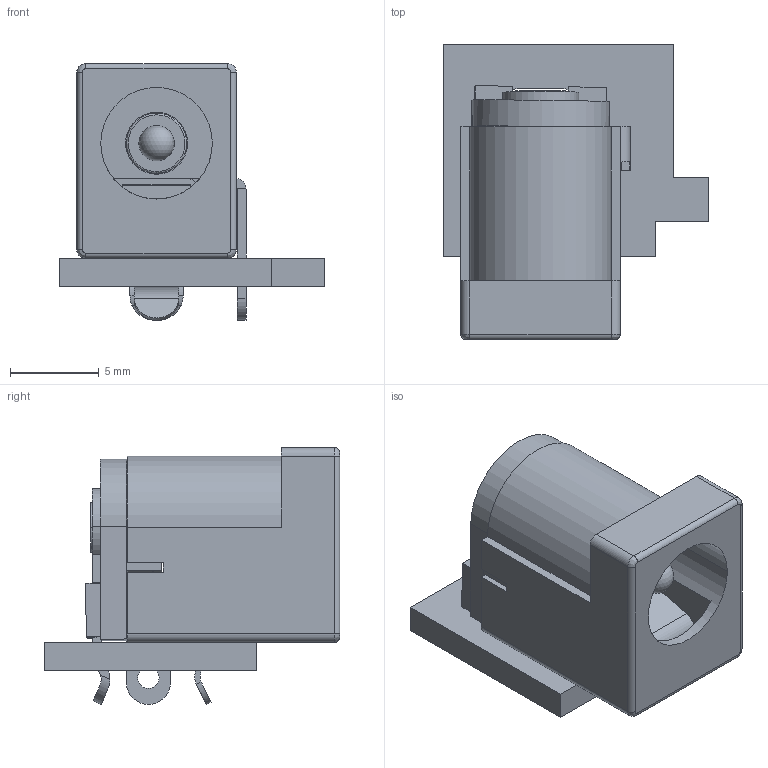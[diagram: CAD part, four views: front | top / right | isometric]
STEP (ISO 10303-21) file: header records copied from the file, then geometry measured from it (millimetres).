
FILE_DESCRIPTION (( 'STEP AP203' ), '1' );
FILE_NAME ('konektor_PCB.STEP', '2018-11-06T15:18:49', ( '' ), ( '' ), 'SwSTEP 2.0', 'SolidWorks 2016', '' );
FILE_SCHEMA (( 'CONFIG_CONTROL_DESIGN' ));
Length unit declared in the file: millimetre
Products named in the file (3): konektor_PCB; DCJ200-10-A-K1-K_revA; DC_PCB
Assembly tree (2 placements, depth 2):
  konektor_PCB
    DC_PCB
    DCJ200-10-A-K1-K_revA
Bounding box: 15 x 16.68 x 14.51 mm (x, y, z)
Volume: 988.4 mm3; surface area: 2113.5 mm2
Topology: 7 solids, 7 shells, 264 faces, 678 edges, 435 vertices
Faces by surface type: plane 159, cylinder 80, bspline 22, cone 2, sphere 1
Entity records: 9047 total; most frequent: CARTESIAN_POINT 2406, ORIENTED_EDGE 1344, DIRECTION 1266, EDGE_CURVE 672, VECTOR 468, LINE 468, VERTEX_POINT 433, AXIS2_PLACEMENT_3D 399
